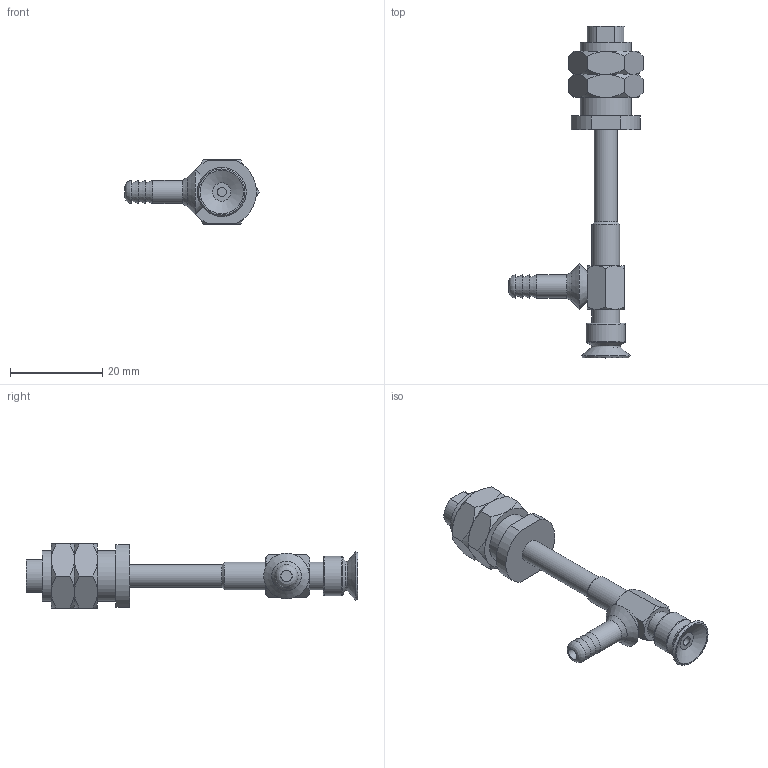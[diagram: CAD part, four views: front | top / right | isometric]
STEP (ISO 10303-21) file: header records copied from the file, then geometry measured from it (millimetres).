
FILE_DESCRIPTION(/* description */ (''),/* implementation_level */ '2;1');
FILE_NAME(/* name */ 'PATS-1010-N.step',/* time_stamp */ '2023-08-16T19:30:58+08:00',/* author */ (''),/* organization */ (''),/* preprocessor_version */ 'ST-DEVELOPER v20',/* originating_system */ 'Autodesk Translation Framework v12.9.0.99',/* authorisation */ '');
FILE_SCHEMA (('AUTOMOTIVE_DESIGN { 1 0 10303 214 3 1 1 }'));
Length unit declared in the file: millimetre
Products named in the file (1): PATS-1010-N
Bounding box: 29.08 x 72 x 14 mm (x, y, z)
Volume: 4822.7 mm3; surface area: 3200.2 mm2
Topology: 1 solids, 1 shells, 109 faces, 221 edges, 129 vertices
Faces by surface type: cone 47, plane 43, cylinder 15, torus 3, bspline 1
Full cylindrical faces by diameter (mm): 2 x1, 2.5 x1, 4 x1, 5 x2, 6 x3, 8.5 x1, 11 x2
Entity records: 2794 total; most frequent: CARTESIAN_POINT 630, DIRECTION 456, ORIENTED_EDGE 442, EDGE_CURVE 221, AXIS2_PLACEMENT_3D 198, VERTEX_POINT 129, EDGE_LOOP 124, FACE_OUTER_BOUND 109
